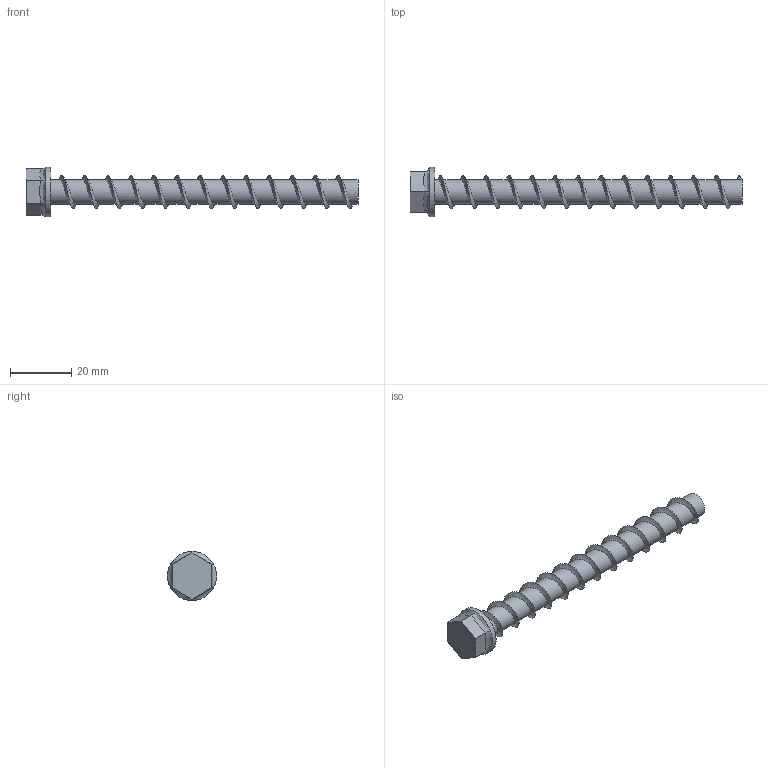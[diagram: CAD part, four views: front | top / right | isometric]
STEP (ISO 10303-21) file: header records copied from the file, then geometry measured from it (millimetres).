
FILE_DESCRIPTION(/* description */ ('KriTec Schraubanker Typ S Ø8x100'),/* implementation_level */ '2;1');
FILE_NAME(/* name */ '17252_KriTec_Schraubanker_Typ_S_Ø8x100.stp',/* time_stamp */ '2022-08-16T15:31:22+02:00',/* author */ ('Nell'),/* organization */ (''),/* preprocessor_version */ 'ST-DEVELOPER v17',/* originating_system */ 'Autodesk Inventor 2018',/* authorisation */ '');
FILE_SCHEMA (('AUTOMOTIVE_DESIGN { 1 0 10303 214 3 1 1 }'));
Length unit declared in the file: millimetre
Products named in the file (1): 17252
Bounding box: 108 x 16 x 16 mm (x, y, z)
Volume: 6725.5 mm3; surface area: 4156.6 mm2
Topology: 1 solids, 1 shells, 35 faces, 87 edges, 55 vertices
Faces by surface type: cylinder 16, plane 11, bspline 8
Full cylindrical faces by diameter (mm): 8 x13, 16 x1
Entity records: 3516 total; most frequent: CARTESIAN_POINT 2740, ORIENTED_EDGE 174, DIRECTION 114, EDGE_CURVE 87, VERTEX_POINT 55, B_SPLINE_CURVE_WITH_KNOTS 41, AXIS2_PLACEMENT_3D 40, EDGE_LOOP 36
